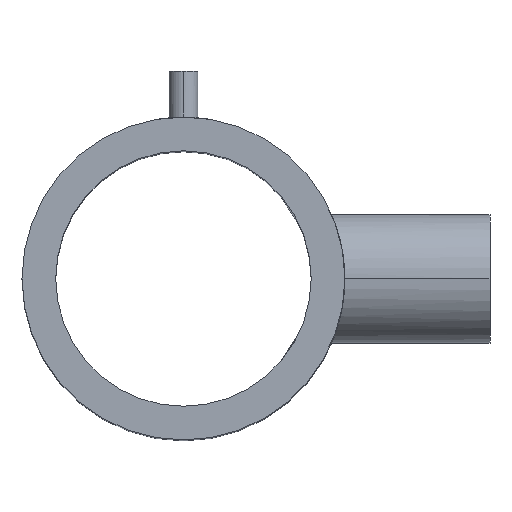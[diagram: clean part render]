
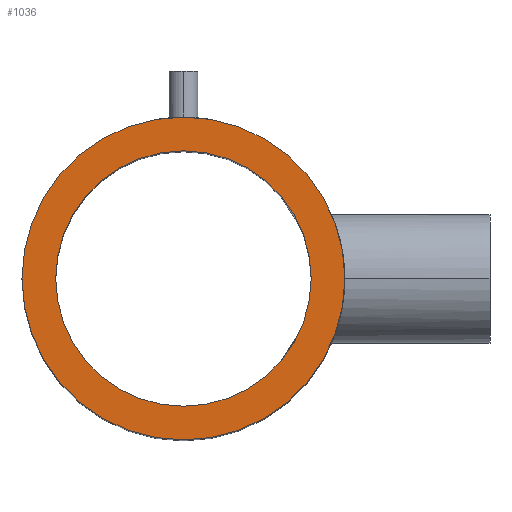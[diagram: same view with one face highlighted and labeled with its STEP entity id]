
A CAD part, top view. The second image highlights one B-rep face of the part: STEP entity #1036.
In plain terms, the highlighted planar face has unit normal (0, 0, 1).
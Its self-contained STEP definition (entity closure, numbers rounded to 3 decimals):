
#14 = AXIS2_PLACEMENT_3D ( 'NONE', #615, #805, #990 ) ;
#82 = VERTEX_POINT ( 'NONE', #1102 ) ;
#138 = EDGE_CURVE ( 'NONE', #462, #82, #1067, .T. ) ;
#150 = PLANE ( 'NONE',  #652 ) ;
#238 = VERTEX_POINT ( 'NONE', #992 ) ;
#273 = EDGE_CURVE ( 'NONE', #238, #607, #381, .T. ) ;
#278 = DIRECTION ( 'NONE',  ( 0., 0., 1. ) ) ;
#313 = ORIENTED_EDGE ( 'NONE', *, *, #273, .T. ) ;
#330 = DIRECTION ( 'NONE',  ( 0., 0., 1. ) ) ;
#345 = CIRCLE ( 'NONE', #14, 79. ) ;
#367 = DIRECTION ( 'NONE',  ( 1., 0., 0. ) ) ;
#381 = CIRCLE ( 'NONE', #909, 79. ) ;
#395 = DIRECTION ( 'NONE',  ( 1., 0., 0. ) ) ;
#412 = DIRECTION ( 'NONE',  ( 1., 0., 0. ) ) ;
#457 = EDGE_CURVE ( 'NONE', #82, #462, #785, .T. ) ;
#462 = VERTEX_POINT ( 'NONE', #933 ) ;
#537 = CARTESIAN_POINT ( 'NONE',  ( 0., 0., 134. ) ) ;
#559 = EDGE_CURVE ( 'NONE', #607, #238, #345, .T. ) ;
#568 = CARTESIAN_POINT ( 'NONE',  ( 0., 0., 134. ) ) ;
#587 = AXIS2_PLACEMENT_3D ( 'NONE', #537, #330, #412 ) ;
#607 = VERTEX_POINT ( 'NONE', #830 ) ;
#615 = CARTESIAN_POINT ( 'NONE',  ( 0., 0., 134. ) ) ;
#652 = AXIS2_PLACEMENT_3D ( 'NONE', #849, #1037, #945 ) ;
#675 = ORIENTED_EDGE ( 'NONE', *, *, #138, .F. ) ;
#785 = CIRCLE ( 'NONE', #1092, 62.5 ) ;
#805 = DIRECTION ( 'NONE',  ( 0., 0., 1. ) ) ;
#830 = CARTESIAN_POINT ( 'NONE',  ( -79., 0., 134. ) ) ;
#849 = CARTESIAN_POINT ( 'NONE',  ( 0., 0., 134. ) ) ;
#909 = AXIS2_PLACEMENT_3D ( 'NONE', #1186, #1164, #395 ) ;
#933 = CARTESIAN_POINT ( 'NONE',  ( 62.5, 0., 134. ) ) ;
#945 = DIRECTION ( 'NONE',  ( 1., 0., 0. ) ) ;
#959 = ORIENTED_EDGE ( 'NONE', *, *, #457, .F. ) ;
#990 = DIRECTION ( 'NONE',  ( 1., 0., 0. ) ) ;
#992 = CARTESIAN_POINT ( 'NONE',  ( 79., 0., 134. ) ) ;
#1018 = EDGE_LOOP ( 'NONE', ( #959, #675 ) ) ;
#1020 = FACE_BOUND ( 'NONE', #1018, .T. ) ;
#1036 = ADVANCED_FACE ( 'NONE', ( #1124, #1020 ), #150, .T. ) ;
#1037 = DIRECTION ( 'NONE',  ( 0., 0., 1. ) ) ;
#1065 = EDGE_LOOP ( 'NONE', ( #1240, #313 ) ) ;
#1067 = CIRCLE ( 'NONE', #587, 62.5 ) ;
#1092 = AXIS2_PLACEMENT_3D ( 'NONE', #568, #278, #367 ) ;
#1102 = CARTESIAN_POINT ( 'NONE',  ( -62.5, 0., 134. ) ) ;
#1124 = FACE_OUTER_BOUND ( 'NONE', #1065, .T. ) ;
#1164 = DIRECTION ( 'NONE',  ( 0., 0., 1. ) ) ;
#1186 = CARTESIAN_POINT ( 'NONE',  ( 0., 0., 134. ) ) ;
#1240 = ORIENTED_EDGE ( 'NONE', *, *, #559, .T. ) ;
